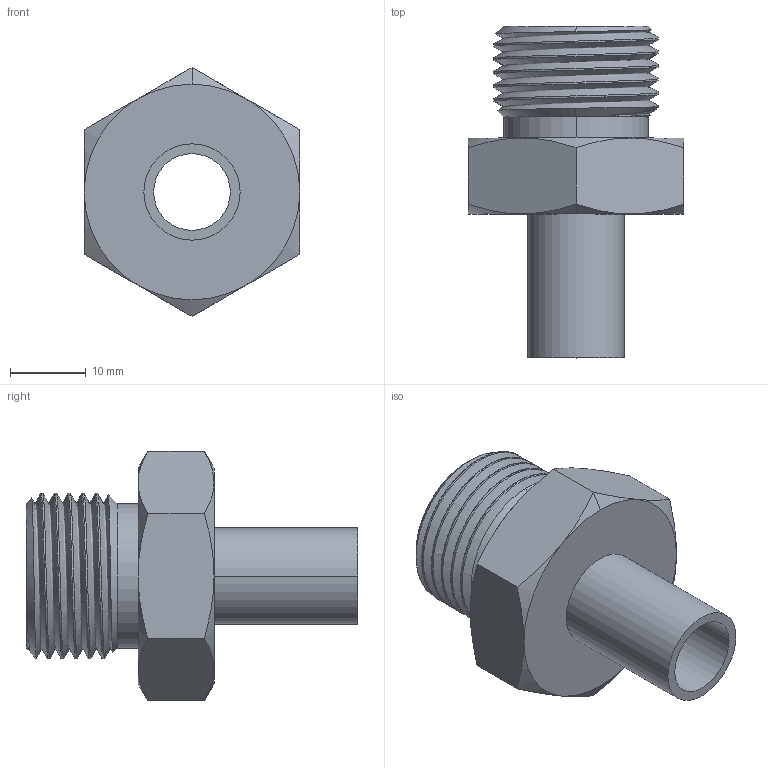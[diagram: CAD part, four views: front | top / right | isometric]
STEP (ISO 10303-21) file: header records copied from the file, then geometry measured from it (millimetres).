
FILE_DESCRIPTION (( 'STEP AP203' ), '1' );
FILE_NAME ('AD-JIS22RSS-8TS-P.STEP', '2025-08-19T15:03:31', ( '' ), ( '' ), 'SwSTEP 2.0', 'SolidWorks 2018', '' );
FILE_SCHEMA (( 'CONFIG_CONTROL_DESIGN' ));
Length unit declared in the file: inch
Products named in the file (1): AD-JIS22RSS-8TS-P
Bounding box: 28.57 x 43.94 x 33 mm (x, y, z)
Volume: 10321.9 mm3; surface area: 6010.5 mm2
Topology: 1 solids, 1 shells, 192 faces, 503 edges, 330 vertices
Faces by surface type: plane 88, bspline 62, cone 23, cylinder 19
Entity records: 11867 total; most frequent: CARTESIAN_POINT 7550, ORIENTED_EDGE 1006, DIRECTION 629, EDGE_CURVE 503, VERTEX_POINT 330, LINE 285, VECTOR 285, EDGE_LOOP 211
